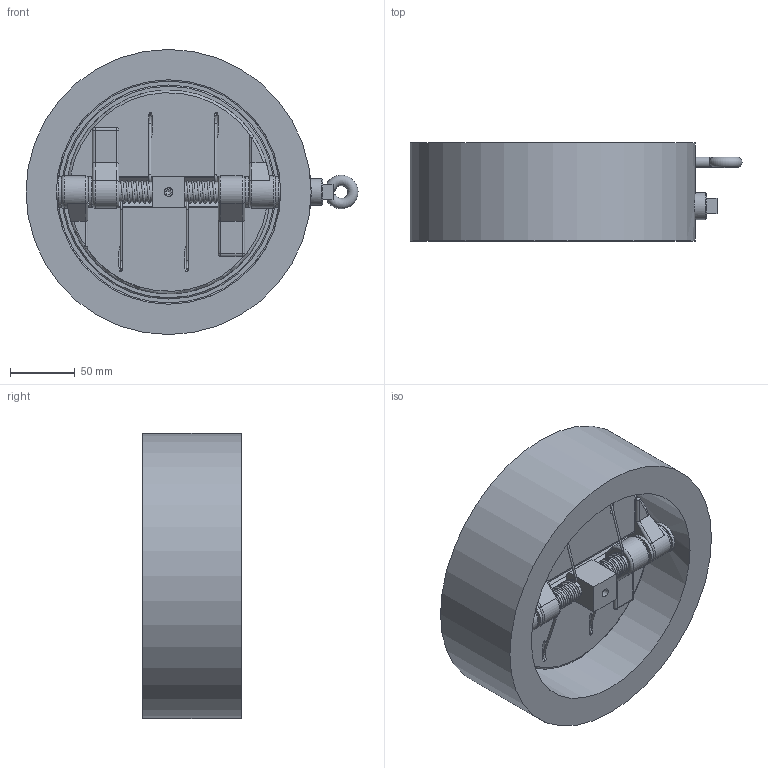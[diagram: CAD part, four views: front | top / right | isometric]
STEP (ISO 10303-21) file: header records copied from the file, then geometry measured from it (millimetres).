
FILE_DESCRIPTION((''),'2;1');
FILE_NAME('98100226.stp','2008-10-13T15:43:52',('hecker'),(''),'Autodesk Inventor 2008','Autodesk Inventor 2008','');
FILE_SCHEMA(('AUTOMOTIVE_DESIGN { 1 0 10303 214 1 1 1 1 }'));
Length unit declared in the file: millimetre
Products named in the file (1): 98100226
Bounding box: 257.36 x 76 x 221 mm (x, y, z)
Volume: 1826409 mm3; surface area: 204583 mm2
Topology: 1 solids, 1 shells, 232 faces, 592 edges, 377 vertices
Faces by surface type: cylinder 88, plane 86, torus 27, bspline 20, sphere 6, cone 5
Full cylindrical faces by diameter (mm): 1.6 x4, 8 x1, 15.353 x20, 20.96 x1, 24 x4, 25 x2, 174 x1, 221 x1
Entity records: 12938 total; most frequent: CARTESIAN_POINT 7689, DIRECTION 1046, ORIENTED_EDGE 978, EDGE_CURVE 489, AXIS2_PLACEMENT_3D 434, VERTEX_POINT 336, EDGE_LOOP 303, FACE_OUTER_BOUND 220
